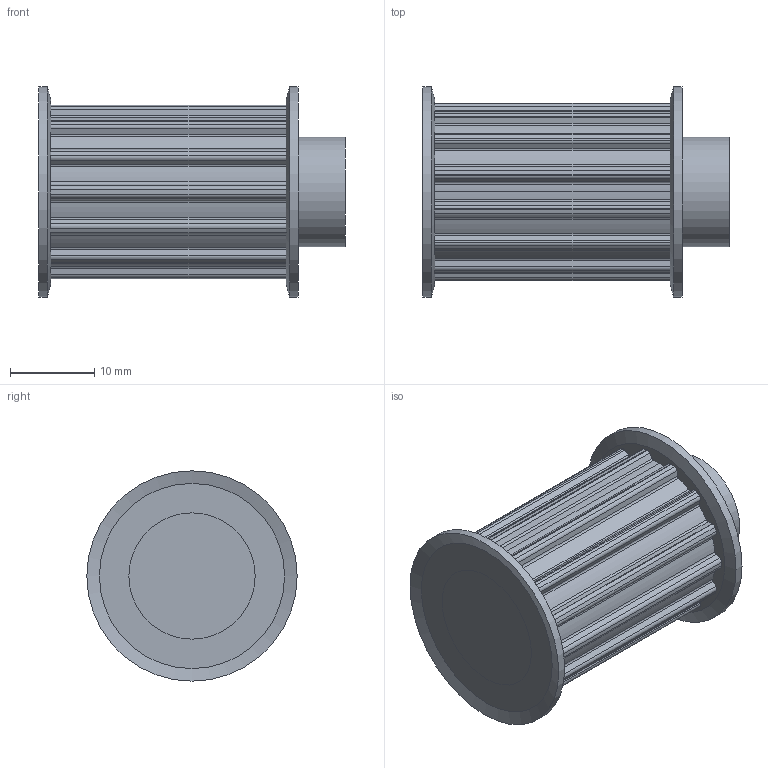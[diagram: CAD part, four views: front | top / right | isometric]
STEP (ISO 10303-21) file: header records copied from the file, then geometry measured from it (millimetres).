
FILE_DESCRIPTION(/* description */ ('Alibre Inc.'),/* implementation_level */ '2;1');
FILE_NAME(/* name */ 'export-96AAAABA-292D-40E8-87AB-B0347B726918',/* time_stamp */ '2023-12-16T14:44:15+01:00',/* author */ (''),/* organization */ (''),/* preprocessor_version */ 'ST-DEVELOPER v17',/* originating_system */ 'Alibre',/* authorisation */ '');
FILE_SCHEMA (('AUTOMOTIVE_DESIGN'));
Length unit declared in the file: millimetre
Products named in the file (3): 5030000203; 60036014BODY; 60036014
Bounding box: 36.4 x 25 x 25 mm (x, y, z)
Volume: 10276.8 mm3; surface area: 4661.7 mm2
Topology: 3 solids, 3 shells, 145 faces, 412 edges, 276 vertices
Faces by surface type: cylinder 104, plane 37, cone 4
Full cylindrical faces by diameter (mm): 13 x1, 15 x4, 25 x2
Entity records: 4558 total; most frequent: DIRECTION 803, ORIENTED_EDGE 796, CARTESIAN_POINT 779, EDGE_CURVE 398, AXIS2_PLACEMENT_3D 325, VERTEX_POINT 266, VECTOR 188, LINE 188
